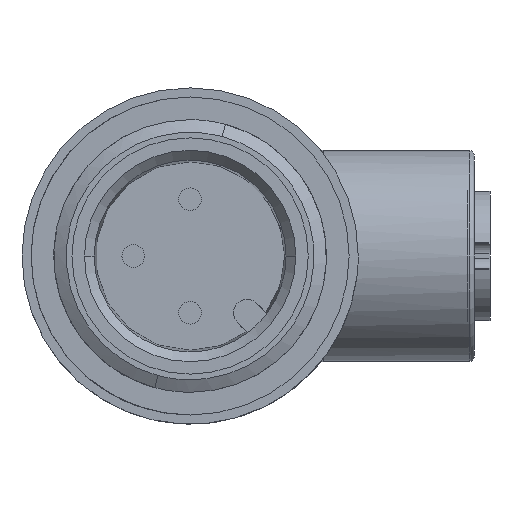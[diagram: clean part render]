
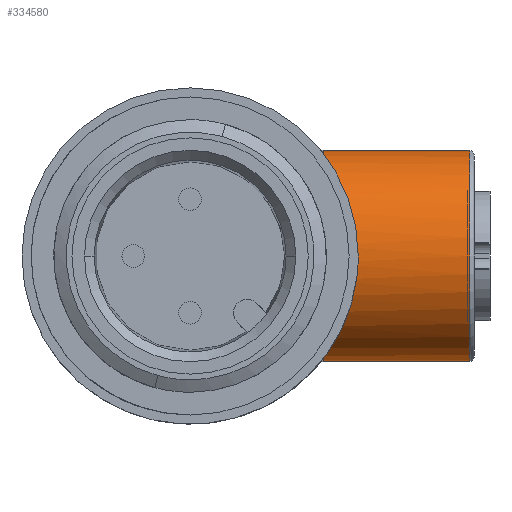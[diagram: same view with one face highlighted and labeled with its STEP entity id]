
A CAD part, left-side view. The second image highlights one B-rep face of the part: STEP entity #334580.
In plain terms, the highlighted cylindrical face has radius 4.65 mm (diameter 9.3 mm), a partial arc.
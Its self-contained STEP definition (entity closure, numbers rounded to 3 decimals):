
#248760=CARTESIAN_POINT('',(20.465,40.83,15.2));
#248770=DIRECTION('',(0.,1.,0.));
#248780=DIRECTION('',(0.383,0.,0.924));
#248790=AXIS2_PLACEMENT_3D('',#248760,#248770,#248780);
#248800=CIRCLE('',#248790,4.65);
#248810=CARTESIAN_POINT('',(15.815,40.83,15.2));
#248820=VERTEX_POINT('',#248810);
#248830=CARTESIAN_POINT('',(22.244,40.83,
19.496));
#248840=VERTEX_POINT('',#248830);
#248850=EDGE_CURVE('',#248820,#248840,#248800,.T.);
#249160=CARTESIAN_POINT('',(20.465,39.776,15.2));
#249170=DIRECTION('',(0.,1.,0.));
#249180=DIRECTION('',(-1.,0.,0.));
#249190=AXIS2_PLACEMENT_3D('',#249160,#249170,#249180);
#249200=CYLINDRICAL_SURFACE('',#249190,4.65);
#249210=CARTESIAN_POINT('',(25.115,40.83,15.2));
#249220=VERTEX_POINT('',#249210);
#249250=CARTESIAN_POINT('',(25.115,39.776,15.2));
#249260=DIRECTION('',(0.,1.,0.));
#249270=VECTOR('',#249260,1.);
#249280=LINE('',#249250,#249270);
#249290=CARTESIAN_POINT('',(25.115,47.278,15.2));
#249300=VERTEX_POINT('',#249290);
#249310=EDGE_CURVE('',#249220,#249300,#249280,.T.);
#249330=CARTESIAN_POINT('',(20.465,47.278,15.2));
#249340=DIRECTION('',(0.,1.,0.));
#249350=DIRECTION('',(-1.,0.,0.));
#249360=AXIS2_PLACEMENT_3D('',#249330,#249340,#249350);
#249370=CIRCLE('',#249360,4.65);
#249380=CARTESIAN_POINT('',(15.815,47.278,15.2));
#249390=VERTEX_POINT('',#249380);
#249420=CARTESIAN_POINT('',(15.815,39.776,15.2));
#249430=DIRECTION('',(0.,1.,0.));
#249440=VECTOR('',#249430,1.);
#249450=LINE('',#249420,#249440);
#249460=EDGE_CURVE('',#248820,#249390,#249450,.T.);
#249730=EDGE_CURVE('',#249390,#249300,#249370,.T.);
#334500=ORIENTED_EDGE('',*,*,#249310,.T.);
#334510=EDGE_CURVE('',#248840,#249220,#248800,.T.);
#334520=ORIENTED_EDGE('',*,*,#334510,.T.);
#334530=ORIENTED_EDGE('',*,*,#248850,.T.);
#334540=ORIENTED_EDGE('',*,*,#249460,.F.);
#334550=ORIENTED_EDGE('',*,*,#249730,.F.);
#334560=EDGE_LOOP('',(#334550,#334540,#334530,#334520,#334500));
#334570=FACE_OUTER_BOUND('',#334560,.T.);
#334580=ADVANCED_FACE('',(#334570),#249200,.T.);
